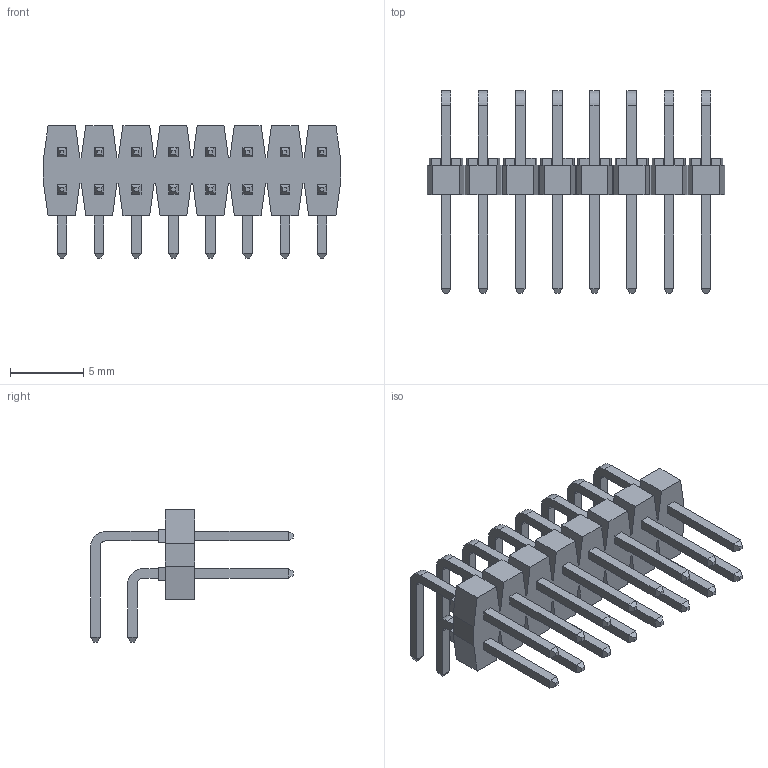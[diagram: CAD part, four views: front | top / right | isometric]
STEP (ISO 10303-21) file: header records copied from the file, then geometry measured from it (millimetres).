
FILE_DESCRIPTION(('FreeCAD Model'),'2;1');
FILE_NAME('_01220128_cp.step', '2019-07-30T13:16:58',('kicad StepUp'),('ksu MCAD'), 'Open CASCADE STEP processor 7.3','FreeCAD','Unknown');
FILE_SCHEMA(('AUTOMOTIVE_DESIGN { 1 0 10303 214 1 1 1 1 }'));
Length unit declared in the file: millimetre
Products named in the file (1): _01220128_cp
Bounding box: 20.32 x 13.87 x 9.05 mm (x, y, z)
Volume: 336.5 mm3; surface area: 1128.5 mm2
Topology: 1 solids, 1 shells, 578 faces, 1440 edges, 960 vertices
Faces by surface type: plane 546, cylinder 32
Entity records: 20819 total; most frequent: CARTESIAN_POINT 2979, ORIENTED_EDGE 2816, DIRECTION 2694, EDGE_CURVE 1408, LINE 1344, VECTOR 1344, VERTEX_POINT 896, AXIS2_PLACEMENT_3D 675
